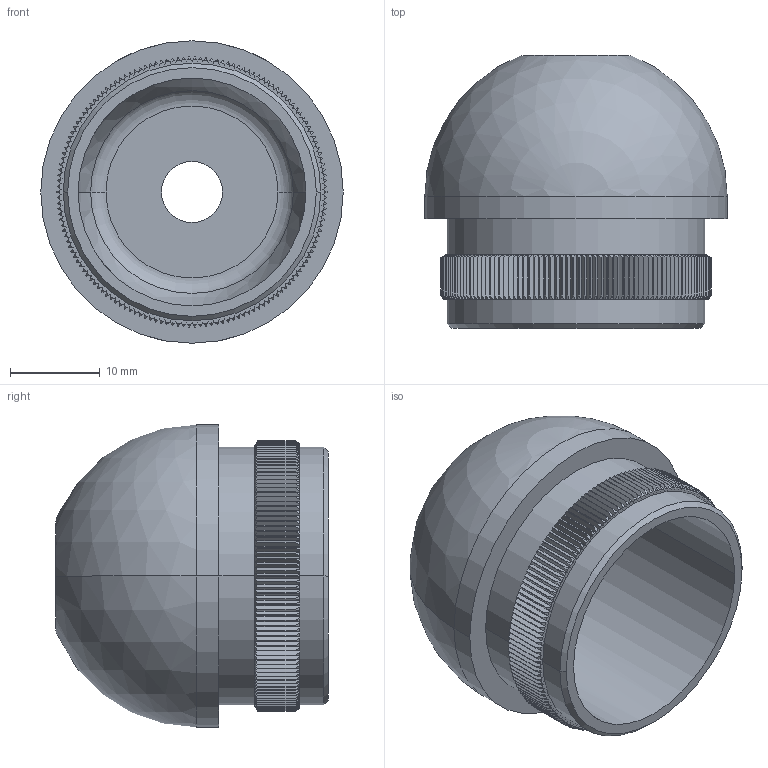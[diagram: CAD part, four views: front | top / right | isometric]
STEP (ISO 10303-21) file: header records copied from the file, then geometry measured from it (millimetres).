
FILE_DESCRIPTION (( 'STEP AP203' ), '1' );
FILE_NAME ('50268-240M8G.step', '2018-10-25T11:44:35', ( '' ), ( '' ), 'SwSTEP 2.0', 'SolidWorks 2015', '' );
FILE_SCHEMA (( 'CONFIG_CONTROL_DESIGN' ));
Length unit declared in the file: millimetre
Products named in the file (1): 50268-240M8G
Bounding box: 33.7 x 30.4 x 33.7 mm (x, y, z)
Volume: 8913 mm3; surface area: 6238.7 mm2
Topology: 1 solids, 1 shells, 1005 faces, 2621 edges, 1643 vertices
Faces by surface type: plane 411, cone 306, cylinder 187, bspline 95, sphere 4, torus 2
Entity records: 35219 total; most frequent: CARTESIAN_POINT 11919, ORIENTED_EDGE 5234, DIRECTION 4354, EDGE_CURVE 2617, AXIS2_PLACEMENT_3D 1648, VERTEX_POINT 1641, LINE 1058, VECTOR 1058
